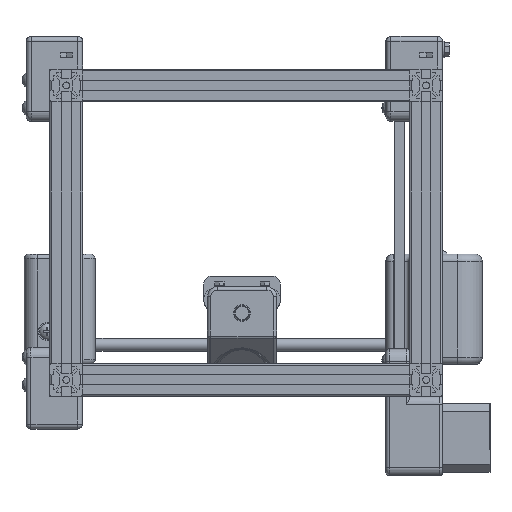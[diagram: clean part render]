
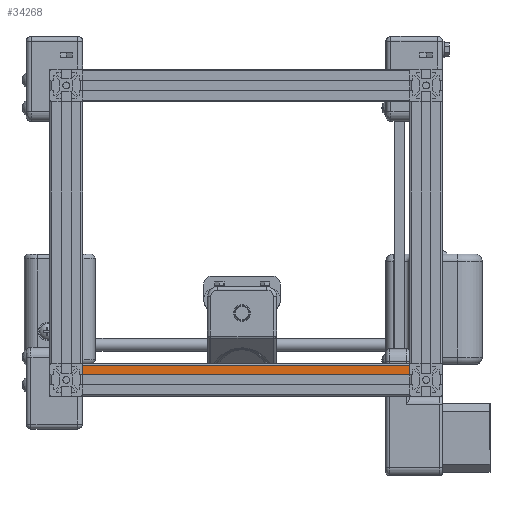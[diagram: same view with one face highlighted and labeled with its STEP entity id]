
A CAD part, front view. The second image highlights one B-rep face of the part: STEP entity #34268.
In plain terms, the highlighted planar face has unit normal (0, -1, 0).
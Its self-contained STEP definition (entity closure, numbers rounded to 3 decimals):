
#1994=PLANE('',#38522);
#3848=FACE_OUTER_BOUND('',#5935,.T.);
#5935=EDGE_LOOP('',(#30871,#30872,#30873,#30874));
#8456=LINE('',#65512,#11159);
#8481=LINE('',#65570,#11184);
#8506=LINE('',#65624,#11209);
#8507=LINE('',#65625,#11210);
#11159=VECTOR('',#48533,1.);
#11184=VECTOR('',#48572,1.);
#11209=VECTOR('',#48627,1.);
#11210=VECTOR('',#48628,1.);
#16447=VERTEX_POINT('',#65509);
#16448=VERTEX_POINT('',#65511);
#16474=VERTEX_POINT('',#65568);
#16488=VERTEX_POINT('',#65623);
#21278=EDGE_CURVE('',#16448,#16447,#8456,.T.);
#21307=EDGE_CURVE('',#16474,#16447,#8481,.T.);
#21334=EDGE_CURVE('',#16488,#16474,#8506,.T.);
#21335=EDGE_CURVE('',#16448,#16488,#8507,.T.);
#30871=ORIENTED_EDGE('',*,*,#21307,.F.);
#30872=ORIENTED_EDGE('',*,*,#21334,.F.);
#30873=ORIENTED_EDGE('',*,*,#21335,.F.);
#30874=ORIENTED_EDGE('',*,*,#21278,.T.);
#34268=ADVANCED_FACE('',(#3848),#1994,.T.);
#38522=AXIS2_PLACEMENT_3D('',#65622,#48625,#48626);
#48533=DIRECTION('',(1.,0.,0.));
#48572=DIRECTION('',(0.,0.,-1.));
#48625=DIRECTION('center_axis',(0.,-1.,0.));
#48626=DIRECTION('ref_axis',(-1.,0.,0.));
#48627=DIRECTION('',(1.,0.,0.));
#48628=DIRECTION('',(0.,0.,1.));
#65509=CARTESIAN_POINT('',(19.,0.,0.));
#65511=CARTESIAN_POINT('',(13.,0.,0.));
#65512=CARTESIAN_POINT('',(0.,0.,0.));
#65568=CARTESIAN_POINT('',(19.,0.,200.));
#65570=CARTESIAN_POINT('',(19.,0.,0.));
#65622=CARTESIAN_POINT('Origin',(13.,0.,0.));
#65623=CARTESIAN_POINT('',(13.,0.,200.));
#65624=CARTESIAN_POINT('',(0.,0.,200.));
#65625=CARTESIAN_POINT('',(13.,0.,0.));
